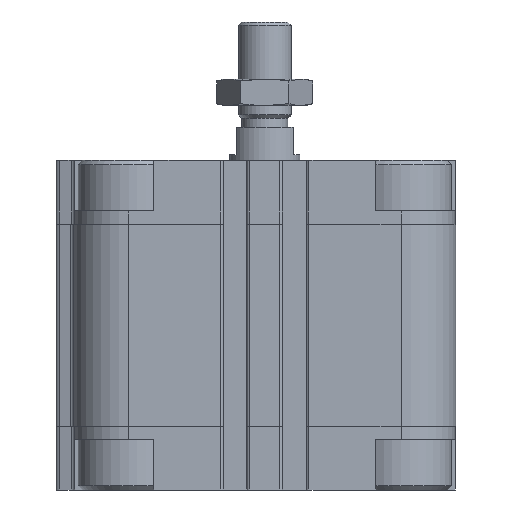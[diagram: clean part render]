
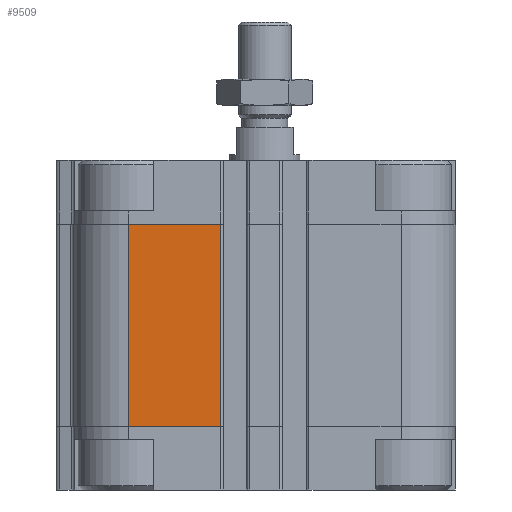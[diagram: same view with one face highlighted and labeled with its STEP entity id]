
A CAD part, left-side view. The second image highlights one B-rep face of the part: STEP entity #9509.
In plain terms, the highlighted face is planar.
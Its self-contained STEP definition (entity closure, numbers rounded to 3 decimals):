
#1841=ORIENTED_EDGE('',*,*,#4275,.F.);
#1842=ORIENTED_EDGE('',*,*,#4303,.F.);
#1843=ORIENTED_EDGE('',*,*,#3975,.T.);
#1844=ORIENTED_EDGE('',*,*,#4304,.T.);
#3975=EDGE_CURVE('',#5345,#5344,#6155,.T.);
#4275=EDGE_CURVE('',#5530,#5531,#6371,.T.);
#4303=EDGE_CURVE('',#5345,#5530,#6388,.T.);
#4304=EDGE_CURVE('',#5344,#5531,#6389,.T.);
#5344=VERTEX_POINT('',#14631);
#5345=VERTEX_POINT('',#14633);
#5530=VERTEX_POINT('',#15223);
#5531=VERTEX_POINT('',#15225);
#6155=LINE('',#14632,#7017);
#6371=LINE('',#15224,#7233);
#6388=LINE('',#15280,#7250);
#6389=LINE('',#15282,#7251);
#7017=VECTOR('',#11330,1000.);
#7233=VECTOR('',#11926,1000.);
#7250=VECTOR('',#11995,1000.);
#7251=VECTOR('',#11998,1000.);
#7789=EDGE_LOOP('',(#1841,#1842,#1843,#1844));
#8467=FACE_BOUND('',#7789,.T.);
#9070=PLANE('',#10278);
#9509=ADVANCED_FACE('',(#8467),#9070,.T.);
#10278=AXIS2_PLACEMENT_3D('',#15281,#11996,#11997);
#11330=DIRECTION('',(0.,1.,0.));
#11926=DIRECTION('',(0.,1.,0.));
#11995=DIRECTION('',(0.,0.,1.));
#11996=DIRECTION('',(1.,0.,0.));
#11997=DIRECTION('',(0.,0.,-1.));
#11998=DIRECTION('',(0.,0.,1.));
#14631=CARTESIAN_POINT('',(43.5,-10.05,-60.5));
#14632=CARTESIAN_POINT('',(43.5,-31.,-60.5));
#14633=CARTESIAN_POINT('',(43.5,-31.,-60.5));
#15223=CARTESIAN_POINT('',(43.5,-31.,-14.5));
#15224=CARTESIAN_POINT('',(43.5,-31.,-14.5));
#15225=CARTESIAN_POINT('',(43.5,-10.05,-14.5));
#15280=CARTESIAN_POINT('',(43.5,-31.,-60.5));
#15281=CARTESIAN_POINT('',(43.5,-31.,-60.5));
#15282=CARTESIAN_POINT('',(43.5,-10.05,-60.5));
